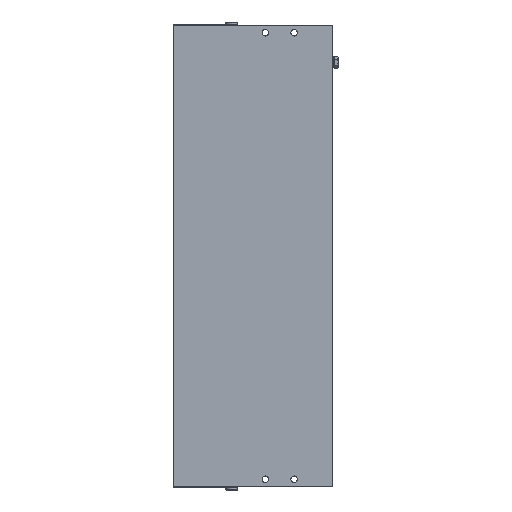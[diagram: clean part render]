
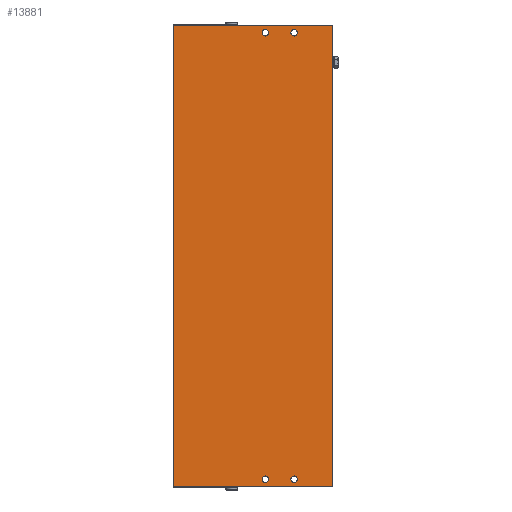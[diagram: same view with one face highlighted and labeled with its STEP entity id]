
A CAD part, front view. The second image highlights one B-rep face of the part: STEP entity #13881.
In plain terms, the highlighted planar face has unit normal (0, -1, 0).
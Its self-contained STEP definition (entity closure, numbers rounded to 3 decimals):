
#1057=CIRCLE('',#15549,2.25);
#1058=CIRCLE('',#15550,2.25);
#1059=CIRCLE('',#15551,2.25);
#1060=CIRCLE('',#15552,2.25);
#2190=ORIENTED_EDGE('',*,*,#5569,.T.);
#2191=ORIENTED_EDGE('',*,*,#5570,.T.);
#2192=ORIENTED_EDGE('',*,*,#5571,.T.);
#2193=ORIENTED_EDGE('',*,*,#5572,.T.);
#2194=ORIENTED_EDGE('',*,*,#5573,.T.);
#2195=ORIENTED_EDGE('',*,*,#5574,.F.);
#2196=ORIENTED_EDGE('',*,*,#5546,.F.);
#2197=ORIENTED_EDGE('',*,*,#5063,.T.);
#5063=EDGE_CURVE('',#6758,#6757,#8178,.T.);
#5546=EDGE_CURVE('',#6758,#7226,#8347,.T.);
#5569=EDGE_CURVE('',#7257,#7257,#1057,.T.);
#5570=EDGE_CURVE('',#7258,#7258,#1058,.T.);
#5571=EDGE_CURVE('',#7259,#7259,#1059,.T.);
#5572=EDGE_CURVE('',#7260,#7260,#1060,.T.);
#5573=EDGE_CURVE('',#6757,#7261,#8360,.T.);
#5574=EDGE_CURVE('',#7226,#7261,#8361,.T.);
#6757=VERTEX_POINT('',#21865);
#6758=VERTEX_POINT('',#21867);
#7226=VERTEX_POINT('',#22807);
#7257=VERTEX_POINT('',#22903);
#7258=VERTEX_POINT('',#22905);
#7259=VERTEX_POINT('',#22907);
#7260=VERTEX_POINT('',#22909);
#7261=VERTEX_POINT('',#22911);
#8178=LINE('',#21866,#8869);
#8347=LINE('',#22832,#9038);
#8360=LINE('',#22910,#9051);
#8361=LINE('',#22912,#9052);
#8869=VECTOR('',#17207,1000.);
#9038=VECTOR('',#18008,1000.);
#9051=VECTOR('',#18055,1000.);
#9052=VECTOR('',#18056,1000.);
#9864=EDGE_LOOP('',(#2190));
#9865=EDGE_LOOP('',(#2191));
#9866=EDGE_LOOP('',(#2192));
#9867=EDGE_LOOP('',(#2193));
#9868=EDGE_LOOP('',(#2194,#2195,#2196,#2197));
#11775=FACE_BOUND('',#9864,.T.);
#11776=FACE_BOUND('',#9865,.T.);
#11777=FACE_BOUND('',#9866,.T.);
#11778=FACE_BOUND('',#9867,.T.);
#11779=FACE_BOUND('',#9868,.T.);
#13422=PLANE('',#15548);
#13881=ADVANCED_FACE('',(#11775,#11776,#11777,#11778,#11779),#13422,.F.);
#15548=AXIS2_PLACEMENT_3D('',#22901,#18045,#18046);
#15549=AXIS2_PLACEMENT_3D('',#22902,#18047,#18048);
#15550=AXIS2_PLACEMENT_3D('',#22904,#18049,#18050);
#15551=AXIS2_PLACEMENT_3D('',#22906,#18051,#18052);
#15552=AXIS2_PLACEMENT_3D('',#22908,#18053,#18054);
#17207=DIRECTION('',(0.,0.,-1.));
#18008=DIRECTION('',(1.,0.,0.));
#18045=DIRECTION('',(0.,1.,0.));
#18046=DIRECTION('',(0.,0.,1.));
#18047=DIRECTION('',(0.,1.,0.));
#18048=DIRECTION('',(0.,0.,1.));
#18049=DIRECTION('',(0.,1.,0.));
#18050=DIRECTION('',(0.,0.,1.));
#18051=DIRECTION('',(0.,1.,0.));
#18052=DIRECTION('',(0.,0.,1.));
#18053=DIRECTION('',(0.,1.,0.));
#18054=DIRECTION('',(0.,0.,1.));
#18055=DIRECTION('',(1.,0.,0.));
#18056=DIRECTION('',(0.,0.,-1.));
#21865=CARTESIAN_POINT('',(0.,-33.8,0.));
#21866=CARTESIAN_POINT('',(0.,-33.8,320.));
#21867=CARTESIAN_POINT('',(0.,-33.8,320.));
#22807=CARTESIAN_POINT('',(110.,-33.8,320.));
#22832=CARTESIAN_POINT('',(0.,-33.8,320.));
#22901=CARTESIAN_POINT('',(0.,-33.8,320.));
#22902=CARTESIAN_POINT('',(46.5,-33.8,5.));
#22903=CARTESIAN_POINT('',(46.5,-33.8,7.25));
#22904=CARTESIAN_POINT('',(26.5,-33.8,315.));
#22905=CARTESIAN_POINT('',(26.5,-33.8,317.25));
#22906=CARTESIAN_POINT('',(46.5,-33.8,315.));
#22907=CARTESIAN_POINT('',(46.5,-33.8,317.25));
#22908=CARTESIAN_POINT('',(26.5,-33.8,5.));
#22909=CARTESIAN_POINT('',(26.5,-33.8,7.25));
#22910=CARTESIAN_POINT('',(0.,-33.8,0.));
#22911=CARTESIAN_POINT('',(110.,-33.8,0.));
#22912=CARTESIAN_POINT('',(110.,-33.8,320.));
